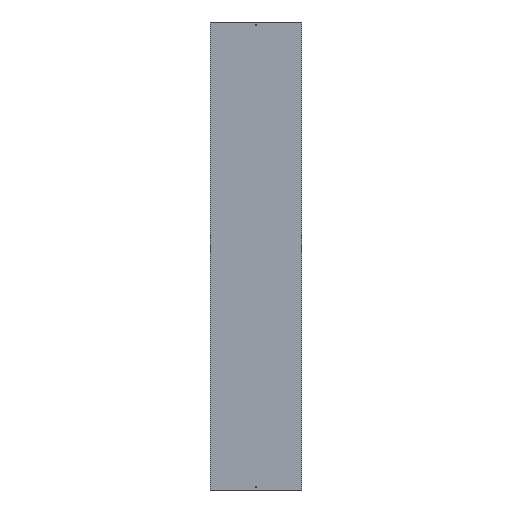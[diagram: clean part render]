
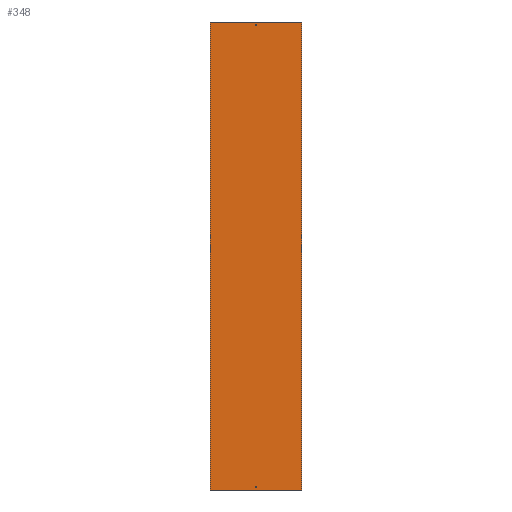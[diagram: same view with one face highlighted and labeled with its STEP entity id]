
A CAD part, front view. The second image highlights one B-rep face of the part: STEP entity #348.
In plain terms, the highlighted planar face has unit normal (0, -1, 0).
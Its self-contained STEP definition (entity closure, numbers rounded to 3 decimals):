
#19 = CIRCLE ( 'NONE', #338, 2.75 ) ;
#20 = CIRCLE ( 'NONE', #448, 2.75 ) ;
#29 = CARTESIAN_POINT ( 'NONE',  ( 0., -1.5, 986. ) ) ;
#38 = EDGE_CURVE ( 'NONE', #262, #492, #449, .T. ) ;
#42 = DIRECTION ( 'NONE',  ( 1., 0., 0. ) ) ;
#50 = CARTESIAN_POINT ( 'NONE',  ( -2.75, -1.5, -986. ) ) ;
#54 = CARTESIAN_POINT ( 'NONE',  ( 194., -1.5, 1000. ) ) ;
#57 = DIRECTION ( 'NONE',  ( 0., 0., -1. ) ) ;
#58 = EDGE_CURVE ( 'NONE', #580, #422, #20, .T. ) ;
#62 = EDGE_CURVE ( 'NONE', #341, #262, #411, .T. ) ;
#72 = DIRECTION ( 'NONE',  ( 1., 0., 0. ) ) ;
#87 = EDGE_CURVE ( 'NONE', #474, #492, #452, .T. ) ;
#91 = FACE_BOUND ( 'NONE', #419, .T. ) ;
#96 = FACE_BOUND ( 'NONE', #347, .T. ) ;
#100 = ORIENTED_EDGE ( 'NONE', *, *, #87, .T. ) ;
#101 = DIRECTION ( 'NONE',  ( 0., 1., 0. ) ) ;
#106 = DIRECTION ( 'NONE',  ( 0., -1., 0. ) ) ;
#123 = DIRECTION ( 'NONE',  ( 0., -1., 0. ) ) ;
#125 = CARTESIAN_POINT ( 'NONE',  ( 2.75, -1.5, -986. ) ) ;
#156 = AXIS2_PLACEMENT_3D ( 'NONE', #196, #106, #234 ) ;
#160 = ORIENTED_EDGE ( 'NONE', *, *, #62, .F. ) ;
#171 = VECTOR ( 'NONE', #363, 1000. ) ;
#174 = CARTESIAN_POINT ( 'NONE',  ( 196.183, -1.5, 1000. ) ) ;
#181 = VECTOR ( 'NONE', #545, 1000. ) ;
#192 = DIRECTION ( 'NONE',  ( -1., 0., 0. ) ) ;
#196 = CARTESIAN_POINT ( 'NONE',  ( 0., -1.5, -986. ) ) ;
#198 = FACE_OUTER_BOUND ( 'NONE', #425, .T. ) ;
#205 = CARTESIAN_POINT ( 'NONE',  ( -196.183, -1.5, 1000. ) ) ;
#217 = CARTESIAN_POINT ( 'NONE',  ( 194., -1.5, -1000. ) ) ;
#222 = CIRCLE ( 'NONE', #266, 2.75 ) ;
#234 = DIRECTION ( 'NONE',  ( -1., 0., 0. ) ) ;
#240 = EDGE_CURVE ( 'NONE', #422, #580, #19, .T. ) ;
#241 = ORIENTED_EDGE ( 'NONE', *, *, #504, .T. ) ;
#251 = DIRECTION ( 'NONE',  ( -1., 0., 0. ) ) ;
#262 = VERTEX_POINT ( 'NONE', #273 ) ;
#266 = AXIS2_PLACEMENT_3D ( 'NONE', #379, #569, #251 ) ;
#273 = CARTESIAN_POINT ( 'NONE',  ( 196.183, -1.5, 1000. ) ) ;
#283 = ORIENTED_EDGE ( 'NONE', *, *, #391, .F. ) ;
#292 = ORIENTED_EDGE ( 'NONE', *, *, #468, .F. ) ;
#299 = CARTESIAN_POINT ( 'NONE',  ( -2.75, -1.5, 986. ) ) ;
#302 = LINE ( 'NONE', #205, #564 ) ;
#313 = VECTOR ( 'NONE', #316, 1000. ) ;
#316 = DIRECTION ( 'NONE',  ( 0., 0., -1. ) ) ;
#338 = AXIS2_PLACEMENT_3D ( 'NONE', #551, #123, #42 ) ;
#341 = VERTEX_POINT ( 'NONE', #371 ) ;
#345 = CARTESIAN_POINT ( 'NONE',  ( 196.183, -1.5, -1000. ) ) ;
#347 = EDGE_LOOP ( 'NONE', ( #401, #542 ) ) ;
#348 = ADVANCED_FACE ( 'NONE', ( #96, #91, #198 ), #475, .F. ) ;
#352 = CIRCLE ( 'NONE', #156, 2.75 ) ;
#363 = DIRECTION ( 'NONE',  ( 1., 0., 0. ) ) ;
#369 = VERTEX_POINT ( 'NONE', #50 ) ;
#371 = CARTESIAN_POINT ( 'NONE',  ( -196.183, -1.5, 1000. ) ) ;
#379 = CARTESIAN_POINT ( 'NONE',  ( 0., -1.5, -986. ) ) ;
#391 = EDGE_CURVE ( 'NONE', #369, #587, #222, .T. ) ;
#401 = ORIENTED_EDGE ( 'NONE', *, *, #240, .F. ) ;
#403 = DIRECTION ( 'NONE',  ( 0., -1., 0. ) ) ;
#411 = LINE ( 'NONE', #599, #171 ) ;
#419 = EDGE_LOOP ( 'NONE', ( #292, #283 ) ) ;
#420 = CARTESIAN_POINT ( 'NONE',  ( -196.183, -1.5, -1000. ) ) ;
#422 = VERTEX_POINT ( 'NONE', #613 ) ;
#425 = EDGE_LOOP ( 'NONE', ( #100, #516, #160, #241 ) ) ;
#448 = AXIS2_PLACEMENT_3D ( 'NONE', #29, #403, #72 ) ;
#449 = LINE ( 'NONE', #174, #313 ) ;
#452 = LINE ( 'NONE', #217, #181 ) ;
#468 = EDGE_CURVE ( 'NONE', #587, #369, #352, .T. ) ;
#473 = AXIS2_PLACEMENT_3D ( 'NONE', #54, #101, #192 ) ;
#474 = VERTEX_POINT ( 'NONE', #420 ) ;
#475 = PLANE ( 'NONE',  #473 ) ;
#492 = VERTEX_POINT ( 'NONE', #345 ) ;
#504 = EDGE_CURVE ( 'NONE', #341, #474, #302, .T. ) ;
#516 = ORIENTED_EDGE ( 'NONE', *, *, #38, .F. ) ;
#542 = ORIENTED_EDGE ( 'NONE', *, *, #58, .F. ) ;
#545 = DIRECTION ( 'NONE',  ( 1., 0., 0. ) ) ;
#551 = CARTESIAN_POINT ( 'NONE',  ( 0., -1.5, 986. ) ) ;
#564 = VECTOR ( 'NONE', #57, 1000. ) ;
#569 = DIRECTION ( 'NONE',  ( 0., -1., 0. ) ) ;
#580 = VERTEX_POINT ( 'NONE', #299 ) ;
#587 = VERTEX_POINT ( 'NONE', #125 ) ;
#599 = CARTESIAN_POINT ( 'NONE',  ( 194., -1.5, 1000. ) ) ;
#613 = CARTESIAN_POINT ( 'NONE',  ( 2.75, -1.5, 986. ) ) ;
